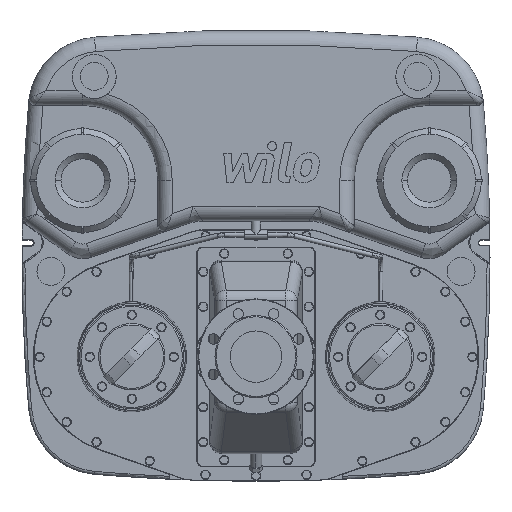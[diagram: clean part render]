
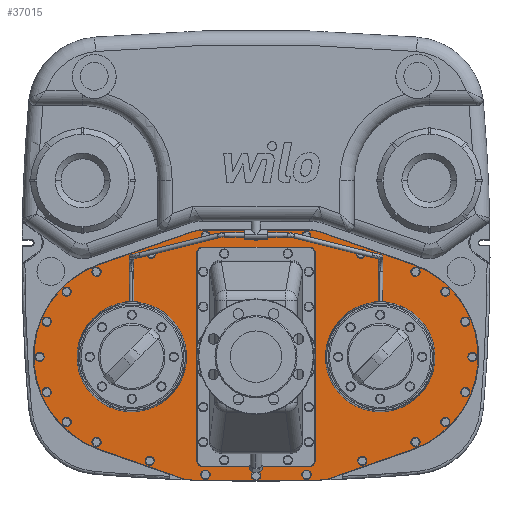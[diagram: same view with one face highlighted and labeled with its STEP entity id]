
A CAD part, top view. The second image highlights one B-rep face of the part: STEP entity #37015.
In plain terms, the highlighted planar face has unit normal (0, 0, 1).
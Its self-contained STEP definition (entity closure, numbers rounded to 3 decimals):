
#36840=CARTESIAN_POINT('',(120.155,-777.807,147.));
#36841=VERTEX_POINT('',#36840);
#36857=CARTESIAN_POINT('',(-120.155,-777.807,147.));
#36858=VERTEX_POINT('',#36857);
#36859=CARTESIAN_POINT('',(0.,2513.,147.));
#36860=DIRECTION('',(0.0,0.0,1.0));
#36861=DIRECTION('',(0.123,0.992,0.0));
#36862=AXIS2_PLACEMENT_3D('',#36859,#36860,#36861);
#36863=CIRCLE('',#36862,3293.);
#36864=EDGE_CURVE('',#36858,#36841,#36863,.T.);
#36921=CARTESIAN_POINT('',(-271.022,-724.974,147.));
#36922=VERTEX_POINT('',#36921);
#36923=CARTESIAN_POINT('',(-120.155,-777.807,147.));
#36924=DIRECTION('',(-0.944,0.331,0.0));
#36925=VECTOR('',#36924,159.851);
#36926=LINE('',#36923,#36925);
#36927=EDGE_CURVE('',#36858,#36922,#36926,.T.);
#36940=CARTESIAN_POINT('',(0.,-478.733,147.));
#36941=DIRECTION('',(0.0,0.0,1.0));
#36942=DIRECTION('',(1.0,0.0,0.0));
#36943=AXIS2_PLACEMENT_3D('',#36940,#36941,#36942);
#36944=PLANE('',#36943);
#36945=ORIENTED_EDGE('',*,*,#36864,.T.);
#36946=CARTESIAN_POINT('',(271.022,-724.974,147.));
#36947=VERTEX_POINT('',#36946);
#36948=CARTESIAN_POINT('',(271.022,-724.974,147.));
#36949=DIRECTION('',(-0.944,-0.331,0.0));
#36950=VECTOR('',#36949,159.851);
#36951=LINE('',#36948,#36950);
#36952=EDGE_CURVE('',#36947,#36841,#36951,.T.);
#36953=ORIENTED_EDGE('',*,*,#36952,.F.);
#36954=CARTESIAN_POINT('',(271.022,-405.026,147.));
#36955=VERTEX_POINT('',#36954);
#36956=CARTESIAN_POINT('',(215.,-565.,147.));
#36957=DIRECTION('',(0.0,0.0,-1.0));
#36958=DIRECTION('',(1.0,0.0,0.0));
#36959=AXIS2_PLACEMENT_3D('',#36956,#36957,#36958);
#36960=CIRCLE('',#36959,169.5);
#36961=EDGE_CURVE('',#36955,#36947,#36960,.T.);
#36962=ORIENTED_EDGE('',*,*,#36961,.F.);
#36963=CARTESIAN_POINT('',(112.999,-349.687,147.));
#36964=VERTEX_POINT('',#36963);
#36965=CARTESIAN_POINT('',(112.999,-349.687,147.));
#36966=DIRECTION('',(0.944,-0.331,0.0));
#36967=VECTOR('',#36966,167.433);
#36968=LINE('',#36965,#36967);
#36969=EDGE_CURVE('',#36964,#36955,#36968,.T.);
#36970=ORIENTED_EDGE('',*,*,#36969,.F.);
#36971=CARTESIAN_POINT('',(88.376,-345.5,147.));
#36972=VERTEX_POINT('',#36971);
#36973=CARTESIAN_POINT('',(88.376,-420.,147.));
#36974=DIRECTION('',(0.0,0.0,-1.));
#36975=DIRECTION('',(0.168,0.986,0.0));
#36976=AXIS2_PLACEMENT_3D('',#36973,#36974,#36975);
#36977=CIRCLE('',#36976,74.5);
#36978=EDGE_CURVE('',#36972,#36964,#36977,.T.);
#36979=ORIENTED_EDGE('',*,*,#36978,.F.);
#36980=CARTESIAN_POINT('',(-88.376,-345.5,147.));
#36981=VERTEX_POINT('',#36980);
#36982=CARTESIAN_POINT('',(-88.376,-345.5,147.));
#36983=DIRECTION('',(1.0,0.0,0.0));
#36984=VECTOR('',#36983,176.751);
#36985=LINE('',#36982,#36984);
#36986=EDGE_CURVE('',#36981,#36972,#36985,.T.);
#36987=ORIENTED_EDGE('',*,*,#36986,.F.);
#36988=CARTESIAN_POINT('',(-112.999,-349.687,147.));
#36989=VERTEX_POINT('',#36988);
#36990=CARTESIAN_POINT('',(-88.376,-420.,147.));
#36991=DIRECTION('',(0.0,0.0,-1.0));
#36992=DIRECTION('',(-0.168,0.986,0.0));
#36993=AXIS2_PLACEMENT_3D('',#36990,#36991,#36992);
#36994=CIRCLE('',#36993,74.5);
#36995=EDGE_CURVE('',#36989,#36981,#36994,.T.);
#36996=ORIENTED_EDGE('',*,*,#36995,.F.);
#36997=CARTESIAN_POINT('',(-271.022,-405.026,147.));
#36998=VERTEX_POINT('',#36997);
#36999=CARTESIAN_POINT('',(-271.022,-405.026,147.));
#37000=DIRECTION('',(0.944,0.331,0.0));
#37001=VECTOR('',#37000,167.433);
#37002=LINE('',#36999,#37001);
#37003=EDGE_CURVE('',#36998,#36989,#37002,.T.);
#37004=ORIENTED_EDGE('',*,*,#37003,.F.);
#37005=CARTESIAN_POINT('',(-215.,-565.,147.));
#37006=DIRECTION('',(0.0,0.0,-1.0));
#37007=DIRECTION('',(-1.0,0.0,0.0));
#37008=AXIS2_PLACEMENT_3D('',#37005,#37006,#37007);
#37009=CIRCLE('',#37008,169.5);
#37010=EDGE_CURVE('',#36922,#36998,#37009,.T.);
#37011=ORIENTED_EDGE('',*,*,#37010,.F.);
#37012=ORIENTED_EDGE('',*,*,#36927,.F.);
#37013=EDGE_LOOP('',(#36945,#36953,#36962,#36970,#36979,#36987,#36996,#37004,#37011,#37012));
#37014=FACE_OUTER_BOUND('',#37013,.T.);
#37015=ADVANCED_FACE('',(#37014),#36944,.T.);
